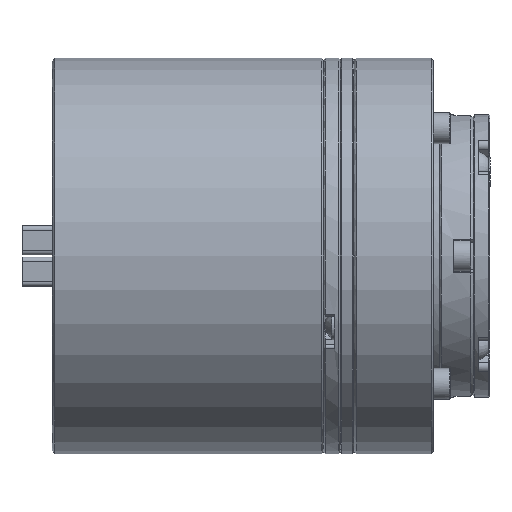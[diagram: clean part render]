
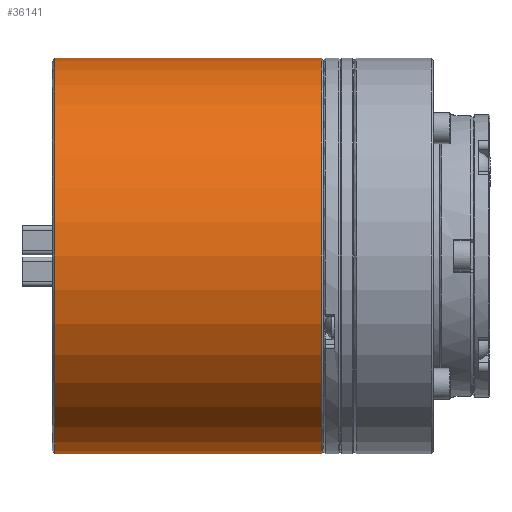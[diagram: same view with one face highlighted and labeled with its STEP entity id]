
A CAD part, left-side view. The second image highlights one B-rep face of the part: STEP entity #36141.
In plain terms, the highlighted cylindrical face has radius 35 mm (diameter 70 mm), a partial arc.
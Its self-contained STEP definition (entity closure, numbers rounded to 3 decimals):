
#600 = CYLINDRICAL_SURFACE ( 'NONE', #27690, 35. ) ;
#2874 = VERTEX_POINT ( 'NONE', #35727 ) ;
#4465 = VERTEX_POINT ( 'NONE', #34537 ) ;
#4658 = VERTEX_POINT ( 'NONE', #38111 ) ;
#4863 = DIRECTION ( 'NONE',  ( 0., 1., 0. ) ) ;
#6826 = VERTEX_POINT ( 'NONE', #20363 ) ;
#6902 = AXIS2_PLACEMENT_3D ( 'NONE', #22884, #32362, #13579 ) ;
#7397 = LINE ( 'NONE', #17536, #39312 ) ;
#7823 = DIRECTION ( 'NONE',  ( 0., 0., 1. ) ) ;
#8048 = CIRCLE ( 'NONE', #31645, 35. ) ;
#8875 = LINE ( 'NONE', #14997, #25626 ) ;
#10785 = DIRECTION ( 'NONE',  ( 0., 1., 0. ) ) ;
#11209 = CARTESIAN_POINT ( 'NONE',  ( 0., -47.7, 0. ) ) ;
#12962 = CIRCLE ( 'NONE', #19724, 35. ) ;
#13579 = DIRECTION ( 'NONE',  ( 0., 0., 1. ) ) ;
#14997 = CARTESIAN_POINT ( 'NONE',  ( 0., -48.444, 35. ) ) ;
#17536 = CARTESIAN_POINT ( 'NONE',  ( 0., -48.444, -35. ) ) ;
#17795 = VERTEX_POINT ( 'NONE', #22947 ) ;
#18764 = ORIENTED_EDGE ( 'NONE', *, *, #24288, .T. ) ;
#19724 = AXIS2_PLACEMENT_3D ( 'NONE', #11209, #4863, #7823 ) ;
#20363 = CARTESIAN_POINT ( 'NONE',  ( 0., -0.5, -35. ) ) ;
#21524 = ORIENTED_EDGE ( 'NONE', *, *, #38596, .T. ) ;
#22107 = EDGE_LOOP ( 'NONE', ( #38438, #21524, #37744, #18764, #31621 ) ) ;
#22366 = DIRECTION ( 'NONE',  ( 0., 1., 0. ) ) ;
#22884 = CARTESIAN_POINT ( 'NONE',  ( 0., -47.7, 0. ) ) ;
#22947 = CARTESIAN_POINT ( 'NONE',  ( -35., -47.7, 0. ) ) ;
#24238 = EDGE_CURVE ( 'NONE', #2874, #6826, #8048, .T. ) ;
#24288 = EDGE_CURVE ( 'NONE', #4658, #2874, #8875, .T. ) ;
#25626 = VECTOR ( 'NONE', #31245, 1000. ) ;
#27690 = AXIS2_PLACEMENT_3D ( 'NONE', #32261, #22366, #35222 ) ;
#29789 = DIRECTION ( 'NONE',  ( 0., 0., 1. ) ) ;
#29996 = DIRECTION ( 'NONE',  ( 0., -1., 0. ) ) ;
#31245 = DIRECTION ( 'NONE',  ( 0., 1., 0. ) ) ;
#31602 = EDGE_CURVE ( 'NONE', #4465, #6826, #7397, .T. ) ;
#31621 = ORIENTED_EDGE ( 'NONE', *, *, #24238, .T. ) ;
#31645 = AXIS2_PLACEMENT_3D ( 'NONE', #37152, #29996, #29789 ) ;
#31853 = FACE_OUTER_BOUND ( 'NONE', #22107, .T. ) ;
#32261 = CARTESIAN_POINT ( 'NONE',  ( 0., -48.444, 0. ) ) ;
#32362 = DIRECTION ( 'NONE',  ( 0., 1., 0. ) ) ;
#34537 = CARTESIAN_POINT ( 'NONE',  ( 0., -47.7, -35. ) ) ;
#35222 = DIRECTION ( 'NONE',  ( 0., 0., 1. ) ) ;
#35727 = CARTESIAN_POINT ( 'NONE',  ( 0., -0.5, 35. ) ) ;
#36141 = ADVANCED_FACE ( 'NONE', ( #31853 ), #600, .T. ) ;
#37152 = CARTESIAN_POINT ( 'NONE',  ( 0., -0.5, 0. ) ) ;
#37744 = ORIENTED_EDGE ( 'NONE', *, *, #38204, .T. ) ;
#37890 = CIRCLE ( 'NONE', #6902, 35. ) ;
#38111 = CARTESIAN_POINT ( 'NONE',  ( 0., -47.7, 35. ) ) ;
#38204 = EDGE_CURVE ( 'NONE', #17795, #4658, #12962, .T. ) ;
#38438 = ORIENTED_EDGE ( 'NONE', *, *, #31602, .F. ) ;
#38596 = EDGE_CURVE ( 'NONE', #4465, #17795, #37890, .T. ) ;
#39312 = VECTOR ( 'NONE', #10785, 1000. ) ;
